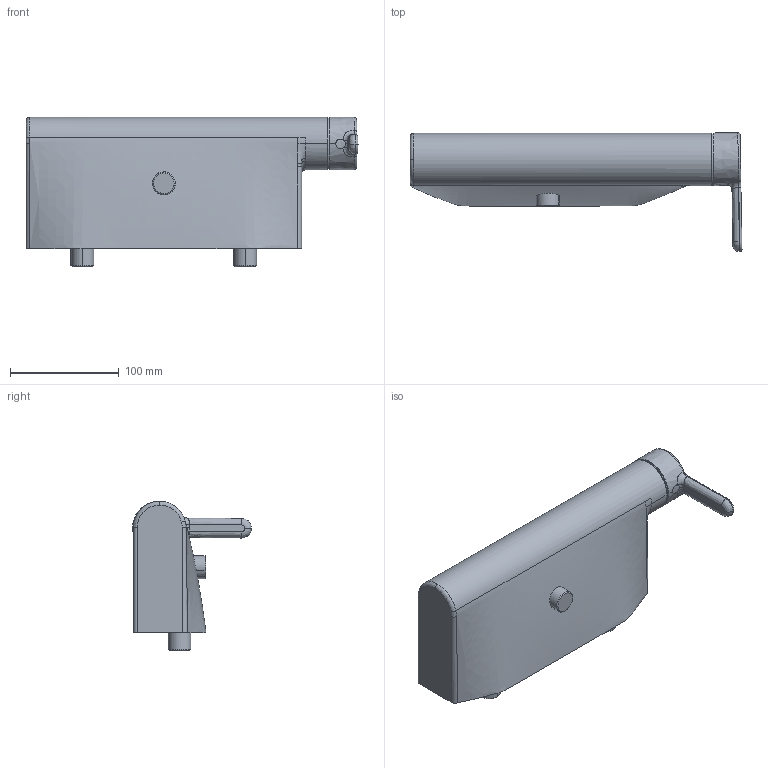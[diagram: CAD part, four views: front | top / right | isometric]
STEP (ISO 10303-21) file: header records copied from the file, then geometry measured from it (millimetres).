
FILE_DESCRIPTION (( 'STEP AP203' ), '1' );
FILE_NAME ('3060U(2017)+51860183.STEP', '2018-02-12T07:14:33', ( '' ), ( '' ), 'SwSTEP 2.0', 'SolidWorks 2016', '' );
FILE_SCHEMA (( 'CONFIG_CONTROL_DESIGN' ));
Length unit declared in the file: millimetre
Products named in the file (1): 3060U(2017)+51860183
Bounding box: 305.95 x 109.49 x 137.75 mm (x, y, z)
Volume: 1746567 mm3; surface area: 109108 mm2
Topology: 1 solids, 1 shells, 67 faces, 162 edges, 102 vertices
Faces by surface type: bspline 37, plane 11, cylinder 10, cone 6, torus 2, sphere 1
Entity records: 8192 total; most frequent: CARTESIAN_POINT 6855, ORIENTED_EDGE 320, EDGE_CURVE 160, DIRECTION 159, VERTEX_POINT 101, B_SPLINE_CURVE_WITH_KNOTS 85, EDGE_LOOP 73, ADVANCED_FACE 67
